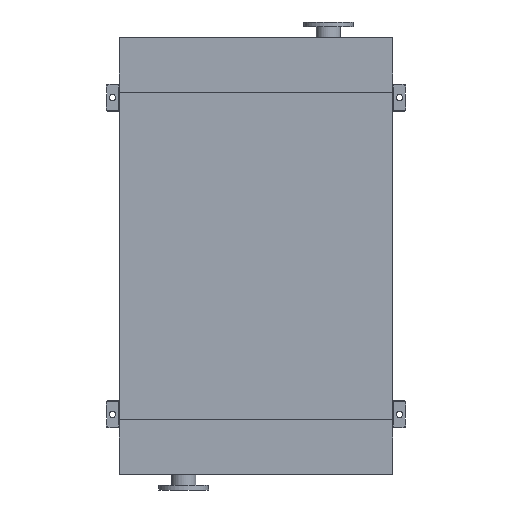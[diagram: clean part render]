
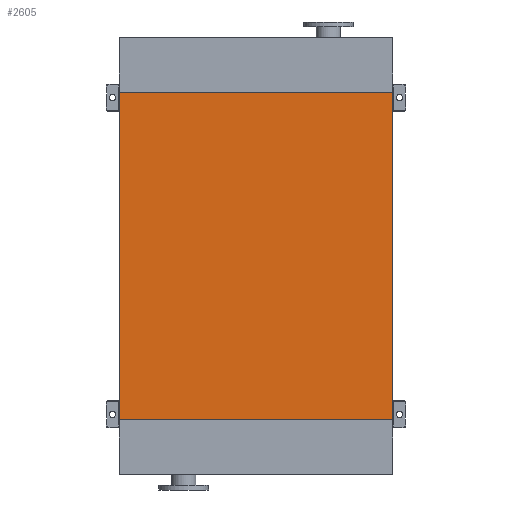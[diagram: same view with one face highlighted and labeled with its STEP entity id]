
A CAD part, front view. The second image highlights one B-rep face of the part: STEP entity #2605.
In plain terms, the highlighted planar face has unit normal (0, -1, 0).
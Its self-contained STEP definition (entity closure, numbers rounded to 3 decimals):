
#600 = VERTEX_POINT ( 'NONE', #10357 ) ;
#1257 = AXIS2_PLACEMENT_3D ( 'NONE', #16645, #17380, #17357 ) ;
#1409 = DIRECTION ( 'NONE',  ( 0., 0., 1. ) ) ;
#1465 = CARTESIAN_POINT ( 'NONE',  ( -605., 0., -1450. ) ) ;
#2361 = VECTOR ( 'NONE', #2372, 1000. ) ;
#2372 = DIRECTION ( 'NONE',  ( 1., 0., 0. ) ) ;
#2411 = CARTESIAN_POINT ( 'NONE',  ( -605., 0., -1450. ) ) ;
#2605 = ADVANCED_FACE ( 'NONE', ( #4431 ), #16614, .T. ) ;
#2693 = DIRECTION ( 'NONE',  ( 1., 0., 0. ) ) ;
#2812 = CARTESIAN_POINT ( 'NONE',  ( -605., 0., 0. ) ) ;
#2847 = CARTESIAN_POINT ( 'NONE',  ( 605., 0., 0. ) ) ;
#3240 = DIRECTION ( 'NONE',  ( 0., 0., 1. ) ) ;
#3368 = CARTESIAN_POINT ( 'NONE',  ( 605., 0., -1450. ) ) ;
#3668 = LINE ( 'NONE', #3368, #13765 ) ;
#4093 = VERTEX_POINT ( 'NONE', #4856 ) ;
#4431 = FACE_OUTER_BOUND ( 'NONE', #11891, .T. ) ;
#4600 = VERTEX_POINT ( 'NONE', #2847 ) ;
#4856 = CARTESIAN_POINT ( 'NONE',  ( -605., 0., 0. ) ) ;
#7959 = VECTOR ( 'NONE', #1409, 1000. ) ;
#8013 = CARTESIAN_POINT ( 'NONE',  ( 605., 0., -1450. ) ) ;
#9214 = LINE ( 'NONE', #2411, #2361 ) ;
#9583 = ORIENTED_EDGE ( 'NONE', *, *, #13775, .T. ) ;
#10357 = CARTESIAN_POINT ( 'NONE',  ( -605., 0., -1450. ) ) ;
#10801 = EDGE_CURVE ( 'NONE', #600, #4093, #11772, .T. ) ;
#11772 = LINE ( 'NONE', #1465, #7959 ) ;
#11883 = VERTEX_POINT ( 'NONE', #8013 ) ;
#11891 = EDGE_LOOP ( 'NONE', ( #12462, #12878, #9583, #17003 ) ) ;
#12462 = ORIENTED_EDGE ( 'NONE', *, *, #13751, .F. ) ;
#12878 = ORIENTED_EDGE ( 'NONE', *, *, #10801, .F. ) ;
#13353 = LINE ( 'NONE', #2812, #17070 ) ;
#13704 = EDGE_CURVE ( 'NONE', #11883, #4600, #3668, .T. ) ;
#13751 = EDGE_CURVE ( 'NONE', #4093, #4600, #13353, .T. ) ;
#13765 = VECTOR ( 'NONE', #3240, 1000. ) ;
#13775 = EDGE_CURVE ( 'NONE', #600, #11883, #9214, .T. ) ;
#16614 = PLANE ( 'NONE',  #1257 ) ;
#16645 = CARTESIAN_POINT ( 'NONE',  ( -605., 0., -1450. ) ) ;
#17003 = ORIENTED_EDGE ( 'NONE', *, *, #13704, .T. ) ;
#17070 = VECTOR ( 'NONE', #2693, 1000. ) ;
#17357 = DIRECTION ( 'NONE',  ( 0., 0., -1. ) ) ;
#17380 = DIRECTION ( 'NONE',  ( 0., -1., 0. ) ) ;
